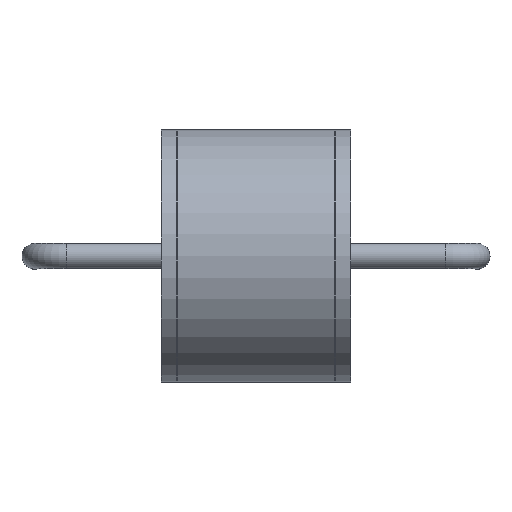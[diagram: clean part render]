
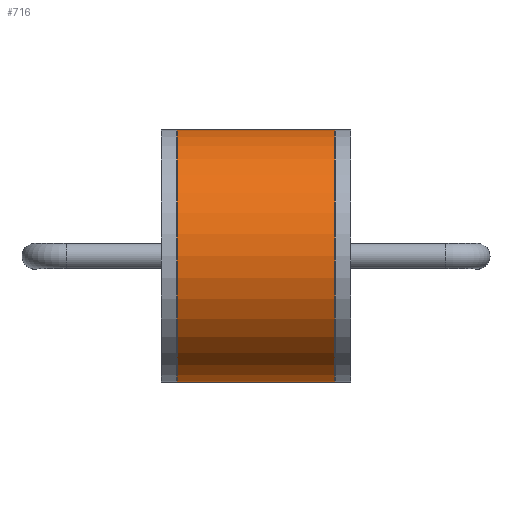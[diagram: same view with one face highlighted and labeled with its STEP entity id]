
A CAD part, top view. The second image highlights one B-rep face of the part: STEP entity #716.
In plain terms, the highlighted cylindrical face has radius 4 mm (diameter 8 mm), a partial arc.
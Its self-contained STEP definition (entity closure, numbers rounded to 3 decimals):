
#674 = EDGE_CURVE('',#675,#677,#679,.T.);
#675 = VERTEX_POINT('',#676);
#676 = CARTESIAN_POINT('',(0.51,-4.,0.));
#677 = VERTEX_POINT('',#678);
#678 = CARTESIAN_POINT('',(0.51,4.,0.));
#679 = CIRCLE('',#680,4.);
#680 = AXIS2_PLACEMENT_3D('',#681,#682,#683);
#681 = CARTESIAN_POINT('',(0.51,0.,0.));
#682 = DIRECTION('',(-1.,0.,0.));
#683 = DIRECTION('',(0.,-1.,0.));
#716 = ADVANCED_FACE('',(#717),#743,.T.);
#717 = FACE_BOUND('',#718,.T.);
#718 = EDGE_LOOP('',(#719,#727,#736,#742));
#719 = ORIENTED_EDGE('',*,*,#720,.T.);
#720 = EDGE_CURVE('',#675,#721,#723,.T.);
#721 = VERTEX_POINT('',#722);
#722 = CARTESIAN_POINT('',(5.49,-4.,0.));
#723 = LINE('',#724,#725);
#724 = CARTESIAN_POINT('',(0.51,-4.,0.));
#725 = VECTOR('',#726,1.);
#726 = DIRECTION('',(1.,0.,0.));
#727 = ORIENTED_EDGE('',*,*,#728,.F.);
#728 = EDGE_CURVE('',#729,#721,#731,.T.);
#729 = VERTEX_POINT('',#730);
#730 = CARTESIAN_POINT('',(5.49,4.,0.));
#731 = CIRCLE('',#732,4.);
#732 = AXIS2_PLACEMENT_3D('',#733,#734,#735);
#733 = CARTESIAN_POINT('',(5.49,0.,0.));
#734 = DIRECTION('',(1.,0.,0.));
#735 = DIRECTION('',(0.,1.,0.));
#736 = ORIENTED_EDGE('',*,*,#737,.F.);
#737 = EDGE_CURVE('',#677,#729,#738,.T.);
#738 = LINE('',#739,#740);
#739 = CARTESIAN_POINT('',(0.51,4.,0.));
#740 = VECTOR('',#741,1.);
#741 = DIRECTION('',(1.,0.,0.));
#742 = ORIENTED_EDGE('',*,*,#674,.F.);
#743 = CYLINDRICAL_SURFACE('',#744,4.);
#744 = AXIS2_PLACEMENT_3D('',#745,#746,#747);
#745 = CARTESIAN_POINT('',(0.,0.,0.));
#746 = DIRECTION('',(-1.,0.,0.));
#747 = DIRECTION('',(0.,-1.,0.));
